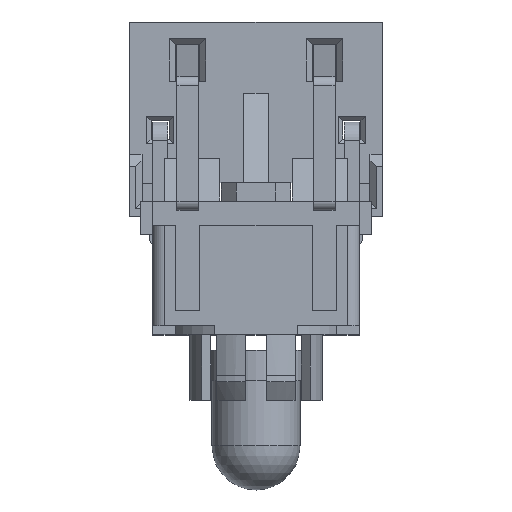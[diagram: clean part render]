
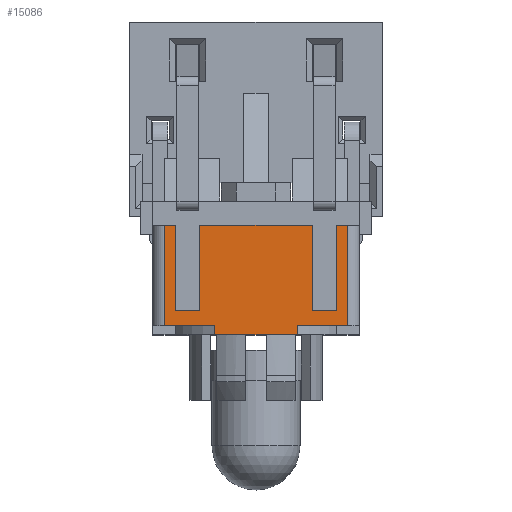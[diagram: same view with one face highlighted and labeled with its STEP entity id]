
A CAD part, top view. The second image highlights one B-rep face of the part: STEP entity #15086.
In plain terms, the highlighted planar face has unit normal (0, 0, 1).
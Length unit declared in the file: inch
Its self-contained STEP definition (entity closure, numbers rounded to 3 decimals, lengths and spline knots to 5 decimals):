
#1564=CARTESIAN_POINT('',(-0.05315,-0.15748,0.12992));
#1565=VERTEX_POINT('',#1564);
#1574=CARTESIAN_POINT('',(-0.05315,-0.14567,0.12992));
#1575=VERTEX_POINT('',#1574);
#1576=CARTESIAN_POINT('',(-0.05315,-0.14567,0.12992));
#1577=DIRECTION('',(0.0,-1.0,0.0));
#1578=VECTOR('',#1577,0.01181);
#1579=LINE('',#1576,#1578);
#1580=EDGE_CURVE('',#1575,#1565,#1579,.T.);
#1606=CARTESIAN_POINT('',(0.05315,-0.15748,0.12992));
#1607=VERTEX_POINT('',#1606);
#1622=CARTESIAN_POINT('',(0.05315,-0.14567,0.12992));
#1623=VERTEX_POINT('',#1622);
#1630=CARTESIAN_POINT('',(0.05315,-0.14567,0.12992));
#1631=DIRECTION('',(0.0,-1.0,0.0));
#1632=VECTOR('',#1631,0.01181);
#1633=LINE('',#1630,#1632);
#1634=EDGE_CURVE('',#1623,#1607,#1633,.T.);
#1834=CARTESIAN_POINT('',(0.11811,-0.14567,0.12992));
#1835=VERTEX_POINT('',#1834);
#1843=CARTESIAN_POINT('',(0.11811,-0.14567,0.12992));
#1844=DIRECTION('',(-1.0,0.0,0.0));
#1845=VECTOR('',#1844,0.06496);
#1846=LINE('',#1843,#1845);
#1847=EDGE_CURVE('',#1835,#1623,#1846,.T.);
#1858=CARTESIAN_POINT('',(-0.11811,-0.14567,0.12992));
#1859=VERTEX_POINT('',#1858);
#1860=CARTESIAN_POINT('',(-0.05315,-0.14567,0.12992));
#1861=DIRECTION('',(-1.0,0.0,0.0));
#1862=VECTOR('',#1861,0.06496);
#1863=LINE('',#1860,#1862);
#1864=EDGE_CURVE('',#1575,#1859,#1863,.T.);
#2585=CARTESIAN_POINT('',(0.05315,-0.15748,0.12992));
#2586=DIRECTION('',(-1.0,0.0,0.0));
#2587=VECTOR('',#2586,0.1063);
#2588=LINE('',#2585,#2587);
#2589=EDGE_CURVE('',#1607,#1565,#2588,.T.);
#4555=CARTESIAN_POINT('',(-0.10433,-0.12598,0.12992));
#4556=VERTEX_POINT('',#4555);
#4557=CARTESIAN_POINT('',(-0.07283,-0.12598,0.12992));
#4558=VERTEX_POINT('',#4557);
#4559=CARTESIAN_POINT('',(-0.10433,-0.12598,0.12992));
#4560=DIRECTION('',(1.0,0.0,0.0));
#4561=VECTOR('',#4560,0.0315);
#4562=LINE('',#4559,#4561);
#4563=EDGE_CURVE('',#4556,#4558,#4562,.T.);
#4595=CARTESIAN_POINT('',(0.07283,-0.12598,0.12992));
#4596=VERTEX_POINT('',#4595);
#4597=CARTESIAN_POINT('',(0.10433,-0.12598,0.12992));
#4598=VERTEX_POINT('',#4597);
#4599=CARTESIAN_POINT('',(0.07283,-0.12598,0.12992));
#4600=DIRECTION('',(1.0,0.0,0.0));
#4601=VECTOR('',#4600,0.0315);
#4602=LINE('',#4599,#4601);
#4603=EDGE_CURVE('',#4596,#4598,#4602,.T.);
#14945=CARTESIAN_POINT('',(-0.10433,-0.01575,0.12992));
#14946=VERTEX_POINT('',#14945);
#14953=CARTESIAN_POINT('',(-0.10433,-0.12598,0.12992));
#14954=DIRECTION('',(0.0,1.0,0.0));
#14955=VECTOR('',#14954,0.11024);
#14956=LINE('',#14953,#14955);
#14957=EDGE_CURVE('',#4556,#14946,#14956,.T.);
#14968=CARTESIAN_POINT('',(-0.07283,-0.01575,0.12992));
#14969=VERTEX_POINT('',#14968);
#14970=CARTESIAN_POINT('',(-0.07283,-0.01575,0.12992));
#14971=DIRECTION('',(0.0,-1.0,0.0));
#14972=VECTOR('',#14971,0.11024);
#14973=LINE('',#14970,#14972);
#14974=EDGE_CURVE('',#14969,#4558,#14973,.T.);
#14992=CARTESIAN_POINT('',(0.10433,-0.01575,0.12992));
#14993=VERTEX_POINT('',#14992);
#14994=CARTESIAN_POINT('',(0.10433,-0.01575,0.12992));
#14995=DIRECTION('',(0.0,-1.0,0.0));
#14996=VECTOR('',#14995,0.11024);
#14997=LINE('',#14994,#14996);
#14998=EDGE_CURVE('',#14993,#4598,#14997,.T.);
#15017=CARTESIAN_POINT('',(0.07283,-0.01575,0.12992));
#15018=VERTEX_POINT('',#15017);
#15025=CARTESIAN_POINT('',(0.07283,-0.12598,0.12992));
#15026=DIRECTION('',(0.0,1.0,0.0));
#15027=VECTOR('',#15026,0.11024);
#15028=LINE('',#15025,#15027);
#15029=EDGE_CURVE('',#4596,#15018,#15028,.T.);
#15034=CARTESIAN_POINT('',(0.12992,-0.16457,0.12992));
#15035=DIRECTION('',(0.0,0.0,1.0));
#15036=DIRECTION('',(1.0,0.0,0.0));
#15037=AXIS2_PLACEMENT_3D('',#15034,#15035,#15036);
#15038=PLANE('',#15037);
#15039=ORIENTED_EDGE('',*,*,#14998,.T.);
#15040=ORIENTED_EDGE('',*,*,#4603,.F.);
#15041=ORIENTED_EDGE('',*,*,#15029,.T.);
#15042=CARTESIAN_POINT('',(0.07283,-0.01575,0.12992));
#15043=DIRECTION('',(-1.0,0.0,0.0));
#15044=VECTOR('',#15043,0.14567);
#15045=LINE('',#15042,#15044);
#15046=EDGE_CURVE('',#15018,#14969,#15045,.T.);
#15047=ORIENTED_EDGE('',*,*,#15046,.T.);
#15048=ORIENTED_EDGE('',*,*,#14974,.T.);
#15049=ORIENTED_EDGE('',*,*,#4563,.F.);
#15050=ORIENTED_EDGE('',*,*,#14957,.T.);
#15051=CARTESIAN_POINT('',(-0.11811,-0.01575,0.12992));
#15052=VERTEX_POINT('',#15051);
#15053=CARTESIAN_POINT('',(-0.10433,-0.01575,0.12992));
#15054=DIRECTION('',(-1.0,0.0,0.0));
#15055=VECTOR('',#15054,0.01378);
#15056=LINE('',#15053,#15055);
#15057=EDGE_CURVE('',#14946,#15052,#15056,.T.);
#15058=ORIENTED_EDGE('',*,*,#15057,.T.);
#15059=CARTESIAN_POINT('',(-0.11811,-0.14567,0.12992));
#15060=DIRECTION('',(0.0,1.0,0.0));
#15061=VECTOR('',#15060,0.12992);
#15062=LINE('',#15059,#15061);
#15063=EDGE_CURVE('',#1859,#15052,#15062,.T.);
#15064=ORIENTED_EDGE('',*,*,#15063,.F.);
#15065=ORIENTED_EDGE('',*,*,#1864,.F.);
#15066=ORIENTED_EDGE('',*,*,#1580,.T.);
#15067=ORIENTED_EDGE('',*,*,#2589,.F.);
#15068=ORIENTED_EDGE('',*,*,#1634,.F.);
#15069=ORIENTED_EDGE('',*,*,#1847,.F.);
#15070=CARTESIAN_POINT('',(0.11811,-0.01575,0.12992));
#15071=VERTEX_POINT('',#15070);
#15072=CARTESIAN_POINT('',(0.11811,-0.01575,0.12992));
#15073=DIRECTION('',(0.0,-1.0,0.0));
#15074=VECTOR('',#15073,0.12992);
#15075=LINE('',#15072,#15074);
#15076=EDGE_CURVE('',#15071,#1835,#15075,.T.);
#15077=ORIENTED_EDGE('',*,*,#15076,.F.);
#15078=CARTESIAN_POINT('',(0.11811,-0.01575,0.12992));
#15079=DIRECTION('',(-1.0,0.0,0.0));
#15080=VECTOR('',#15079,0.01378);
#15081=LINE('',#15078,#15080);
#15082=EDGE_CURVE('',#15071,#14993,#15081,.T.);
#15083=ORIENTED_EDGE('',*,*,#15082,.T.);
#15084=EDGE_LOOP('',(#15039,#15040,#15041,#15047,#15048,#15049,#15050,#15058,#15064,#15065,#15066,#15067,#15068,#15069,#15077,#15083));
#15085=FACE_OUTER_BOUND('',#15084,.T.);
#15086=ADVANCED_FACE('',(#15085),#15038,.T.);
